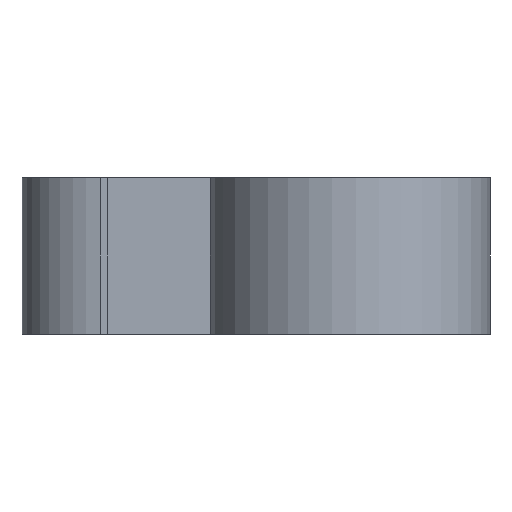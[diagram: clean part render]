
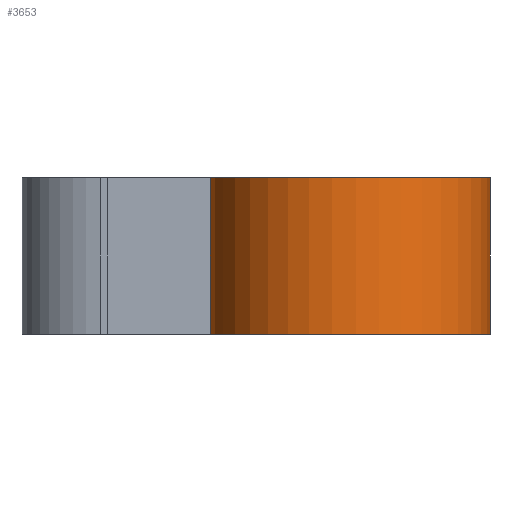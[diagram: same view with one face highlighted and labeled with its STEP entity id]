
A CAD part, front view. The second image highlights one B-rep face of the part: STEP entity #3653.
In plain terms, the highlighted cylindrical face has radius 9 mm (diameter 18 mm), a partial arc.
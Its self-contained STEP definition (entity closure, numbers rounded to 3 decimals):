
#555 = VERTEX_POINT('',#556);
#556 = CARTESIAN_POINT('',(-6.944,8.,10.));
#602 = PLANE('',#603);
#603 = AXIS2_PLACEMENT_3D('',#604,#605,#606);
#604 = CARTESIAN_POINT('',(0.,8.,0.));
#605 = DIRECTION('',(0.,1.,0.));
#606 = DIRECTION('',(0.,0.,-1.));
#968 = VERTEX_POINT('',#969);
#969 = CARTESIAN_POINT('',(-6.944,8.,0.));
#1170 = PLANE('',#1171);
#1171 = AXIS2_PLACEMENT_3D('',#1172,#1173,#1174);
#1172 = CARTESIAN_POINT('',(10.,10.,0.));
#1173 = DIRECTION('',(-1.,0.,0.));
#1174 = DIRECTION('',(0.,0.,-1.));
#1592 = EDGE_CURVE('',#968,#555,#1593,.T.);
#1593 = SURFACE_CURVE('',#1594,(#1598,#1605),.PCURVE_S1.);
#1594 = LINE('',#1595,#1596);
#1595 = CARTESIAN_POINT('',(-6.944,8.,0.));
#1596 = VECTOR('',#1597,1.);
#1597 = DIRECTION('',(0.,0.,1.));
#1598 = PCURVE('',#602,#1599);
#1599 = DEFINITIONAL_REPRESENTATION('',(#1600),#1604);
#1600 = LINE('',#1601,#1602);
#1601 = CARTESIAN_POINT('',(0.,6.944));
#1602 = VECTOR('',#1603,1.);
#1603 = DIRECTION('',(-1.,0.));
#1604 = ( GEOMETRIC_REPRESENTATION_CONTEXT(2) 
PARAMETRIC_REPRESENTATION_CONTEXT() REPRESENTATION_CONTEXT('2D SPACE',''
  ) );
#1605 = PCURVE('',#1606,#1611);
#1606 = CYLINDRICAL_SURFACE('',#1607,9.);
#1607 = AXIS2_PLACEMENT_3D('',#1608,#1609,#1610);
#1608 = CARTESIAN_POINT('',(2.,9.,0.));
#1609 = DIRECTION('',(0.,0.,1.));
#1610 = DIRECTION('',(-1.,0.,0.));
#1611 = DEFINITIONAL_REPRESENTATION('',(#1612),#1616);
#1612 = LINE('',#1613,#1614);
#1613 = CARTESIAN_POINT('',(-6.172,0.));
#1614 = VECTOR('',#1615,1.);
#1615 = DIRECTION('',(0.,1.));
#1616 = ( GEOMETRIC_REPRESENTATION_CONTEXT(2) 
PARAMETRIC_REPRESENTATION_CONTEXT() REPRESENTATION_CONTEXT('2D SPACE',''
  ) );
#1664 = PLANE('',#1665);
#1665 = AXIS2_PLACEMENT_3D('',#1666,#1667,#1668);
#1666 = CARTESIAN_POINT('',(2.,9.,10.));
#1667 = DIRECTION('',(0.,0.,1.));
#1668 = DIRECTION('',(1.,0.,0.));
#2435 = PLANE('',#2436);
#2436 = AXIS2_PLACEMENT_3D('',#2437,#2438,#2439);
#2437 = CARTESIAN_POINT('',(2.,9.,0.));
#2438 = DIRECTION('',(0.,0.,1.));
#2439 = DIRECTION('',(1.,0.,0.));
#2891 = VERTEX_POINT('',#2892);
#2892 = CARTESIAN_POINT('',(10.,13.123,10.));
#2913 = EDGE_CURVE('',#2914,#2891,#2916,.T.);
#2914 = VERTEX_POINT('',#2915);
#2915 = CARTESIAN_POINT('',(10.,13.123,0.));
#2916 = SURFACE_CURVE('',#2917,(#2921,#2928),.PCURVE_S1.);
#2917 = LINE('',#2918,#2919);
#2918 = CARTESIAN_POINT('',(10.,13.123,0.));
#2919 = VECTOR('',#2920,1.);
#2920 = DIRECTION('',(0.,0.,1.));
#2921 = PCURVE('',#1170,#2922);
#2922 = DEFINITIONAL_REPRESENTATION('',(#2923),#2927);
#2923 = LINE('',#2924,#2925);
#2924 = CARTESIAN_POINT('',(0.,-3.123));
#2925 = VECTOR('',#2926,1.);
#2926 = DIRECTION('',(-1.,0.));
#2927 = ( GEOMETRIC_REPRESENTATION_CONTEXT(2) 
PARAMETRIC_REPRESENTATION_CONTEXT() REPRESENTATION_CONTEXT('2D SPACE',''
  ) );
#2928 = PCURVE('',#1606,#2929);
#2929 = DEFINITIONAL_REPRESENTATION('',(#2930),#2934);
#2930 = LINE('',#2931,#2932);
#2931 = CARTESIAN_POINT('',(-2.666,0.));
#2932 = VECTOR('',#2933,1.);
#2933 = DIRECTION('',(0.,1.));
#2934 = ( GEOMETRIC_REPRESENTATION_CONTEXT(2) 
PARAMETRIC_REPRESENTATION_CONTEXT() REPRESENTATION_CONTEXT('2D SPACE',''
  ) );
#3653 = ADVANCED_FACE('',(#3654),#1606,.T.);
#3654 = FACE_BOUND('',#3655,.F.);
#3655 = EDGE_LOOP('',(#3656,#3682,#3683,#3709));
#3656 = ORIENTED_EDGE('',*,*,#3657,.F.);
#3657 = EDGE_CURVE('',#2891,#555,#3658,.T.);
#3658 = SURFACE_CURVE('',#3659,(#3664,#3671),.PCURVE_S1.);
#3659 = CIRCLE('',#3660,9.);
#3660 = AXIS2_PLACEMENT_3D('',#3661,#3662,#3663);
#3661 = CARTESIAN_POINT('',(2.,9.,10.));
#3662 = DIRECTION('',(0.,0.,-1.));
#3663 = DIRECTION('',(-1.,0.,0.));
#3664 = PCURVE('',#1606,#3665);
#3665 = DEFINITIONAL_REPRESENTATION('',(#3666),#3670);
#3666 = LINE('',#3667,#3668);
#3667 = CARTESIAN_POINT('',(0.,10.));
#3668 = VECTOR('',#3669,1.);
#3669 = DIRECTION('',(-1.,0.));
#3670 = ( GEOMETRIC_REPRESENTATION_CONTEXT(2) 
PARAMETRIC_REPRESENTATION_CONTEXT() REPRESENTATION_CONTEXT('2D SPACE',''
  ) );
#3671 = PCURVE('',#1664,#3672);
#3672 = DEFINITIONAL_REPRESENTATION('',(#3673),#3681);
#3673 = ( BOUNDED_CURVE() B_SPLINE_CURVE(2,(#3674,#3675,#3676,#3677,
#3678,#3679,#3680),.UNSPECIFIED.,.T.,.F.) B_SPLINE_CURVE_WITH_KNOTS((1,2
    ,2,2,2,1),(-2.094,0.,2.094,4.189,
6.283,8.378),.UNSPECIFIED.) CURVE() 
GEOMETRIC_REPRESENTATION_ITEM() RATIONAL_B_SPLINE_CURVE((1.,0.5,1.,0.5,
1.,0.5,1.)) REPRESENTATION_ITEM('') );
#3674 = CARTESIAN_POINT('',(-9.,0.));
#3675 = CARTESIAN_POINT('',(-9.,15.588));
#3676 = CARTESIAN_POINT('',(4.5,7.794));
#3677 = CARTESIAN_POINT('',(18.,0.));
#3678 = CARTESIAN_POINT('',(4.5,-7.794));
#3679 = CARTESIAN_POINT('',(-9.,-15.588));
#3680 = CARTESIAN_POINT('',(-9.,0.));
#3681 = ( GEOMETRIC_REPRESENTATION_CONTEXT(2) 
PARAMETRIC_REPRESENTATION_CONTEXT() REPRESENTATION_CONTEXT('2D SPACE',''
  ) );
#3682 = ORIENTED_EDGE('',*,*,#2913,.F.);
#3683 = ORIENTED_EDGE('',*,*,#3684,.T.);
#3684 = EDGE_CURVE('',#2914,#968,#3685,.T.);
#3685 = SURFACE_CURVE('',#3686,(#3691,#3698),.PCURVE_S1.);
#3686 = CIRCLE('',#3687,9.);
#3687 = AXIS2_PLACEMENT_3D('',#3688,#3689,#3690);
#3688 = CARTESIAN_POINT('',(2.,9.,0.));
#3689 = DIRECTION('',(0.,0.,-1.));
#3690 = DIRECTION('',(-1.,0.,0.));
#3691 = PCURVE('',#1606,#3692);
#3692 = DEFINITIONAL_REPRESENTATION('',(#3693),#3697);
#3693 = LINE('',#3694,#3695);
#3694 = CARTESIAN_POINT('',(0.,0.));
#3695 = VECTOR('',#3696,1.);
#3696 = DIRECTION('',(-1.,0.));
#3697 = ( GEOMETRIC_REPRESENTATION_CONTEXT(2) 
PARAMETRIC_REPRESENTATION_CONTEXT() REPRESENTATION_CONTEXT('2D SPACE',''
  ) );
#3698 = PCURVE('',#2435,#3699);
#3699 = DEFINITIONAL_REPRESENTATION('',(#3700),#3708);
#3700 = ( BOUNDED_CURVE() B_SPLINE_CURVE(2,(#3701,#3702,#3703,#3704,
#3705,#3706,#3707),.UNSPECIFIED.,.T.,.F.) B_SPLINE_CURVE_WITH_KNOTS((1,2
    ,2,2,2,1),(-2.094,0.,2.094,4.189,
6.283,8.378),.UNSPECIFIED.) CURVE() 
GEOMETRIC_REPRESENTATION_ITEM() RATIONAL_B_SPLINE_CURVE((1.,0.5,1.,0.5,
1.,0.5,1.)) REPRESENTATION_ITEM('') );
#3701 = CARTESIAN_POINT('',(-9.,0.));
#3702 = CARTESIAN_POINT('',(-9.,15.588));
#3703 = CARTESIAN_POINT('',(4.5,7.794));
#3704 = CARTESIAN_POINT('',(18.,0.));
#3705 = CARTESIAN_POINT('',(4.5,-7.794));
#3706 = CARTESIAN_POINT('',(-9.,-15.588));
#3707 = CARTESIAN_POINT('',(-9.,0.));
#3708 = ( GEOMETRIC_REPRESENTATION_CONTEXT(2) 
PARAMETRIC_REPRESENTATION_CONTEXT() REPRESENTATION_CONTEXT('2D SPACE',''
  ) );
#3709 = ORIENTED_EDGE('',*,*,#1592,.T.);
